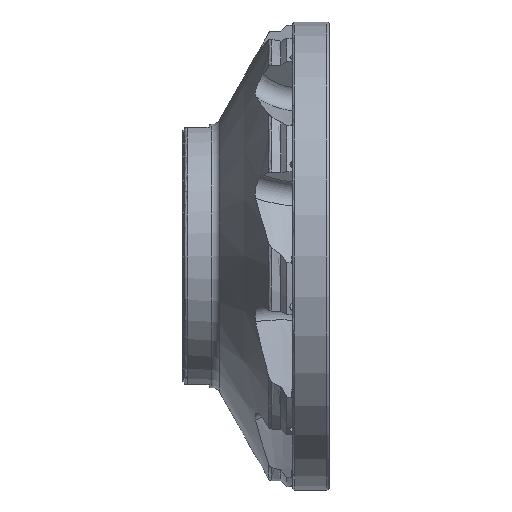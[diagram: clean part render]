
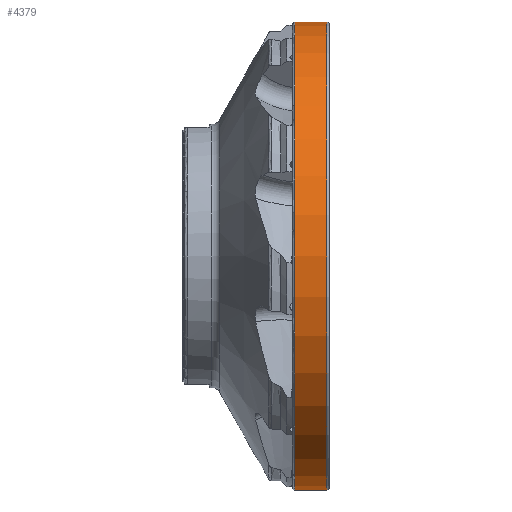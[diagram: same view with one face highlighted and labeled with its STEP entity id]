
A CAD part, front view. The second image highlights one B-rep face of the part: STEP entity #4379.
In plain terms, the highlighted cylindrical face has radius 79.999 mm (diameter 159.998 mm), a full revolution.
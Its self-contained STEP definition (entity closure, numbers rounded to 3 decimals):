
#313 = CIRCLE ( 'NONE', #6862, 79.999 ) ;
#820 = DIRECTION ( 'NONE',  ( 0., 1., 0. ) ) ;
#989 = DIRECTION ( 'NONE',  ( 0., 1., 0. ) ) ;
#1004 = EDGE_LOOP ( 'NONE', ( #2380 ) ) ;
#1360 = CYLINDRICAL_SURFACE ( 'NONE', #5109, 79.999 ) ;
#1677 = DIRECTION ( 'NONE',  ( 1., 0., 0. ) ) ;
#1821 = EDGE_CURVE ( 'NONE', #2002, #2002, #313, .T. ) ;
#1976 = CIRCLE ( 'NONE', #7985, 79.999 ) ;
#2002 = VERTEX_POINT ( 'NONE', #3549 ) ;
#2159 = CARTESIAN_POINT ( 'NONE',  ( 18.286, 0., 0. ) ) ;
#2380 = ORIENTED_EDGE ( 'NONE', *, *, #4938, .T. ) ;
#2571 = DIRECTION ( 'NONE',  ( 1., 0., 0. ) ) ;
#3174 = VERTEX_POINT ( 'NONE', #8423 ) ;
#3549 = CARTESIAN_POINT ( 'NONE',  ( -0.203, 79.999, 0. ) ) ;
#3791 = FACE_OUTER_BOUND ( 'NONE', #6952, .T. ) ;
#4379 = ADVANCED_FACE ( 'NONE', ( #5839, #3791 ), #1360, .T. ) ;
#4938 = EDGE_CURVE ( 'NONE', #3174, #3174, #1976, .T. ) ;
#5109 = AXIS2_PLACEMENT_3D ( 'NONE', #2159, #6984, #820 ) ;
#5113 = CARTESIAN_POINT ( 'NONE',  ( -0.203, 0., 0. ) ) ;
#5696 = ORIENTED_EDGE ( 'NONE', *, *, #1821, .F. ) ;
#5839 = FACE_OUTER_BOUND ( 'NONE', #1004, .T. ) ;
#6726 = CARTESIAN_POINT ( 'NONE',  ( -11.195, 0., 0. ) ) ;
#6862 = AXIS2_PLACEMENT_3D ( 'NONE', #5113, #1677, #989 ) ;
#6952 = EDGE_LOOP ( 'NONE', ( #5696 ) ) ;
#6984 = DIRECTION ( 'NONE',  ( 1., 0., 0. ) ) ;
#7408 = DIRECTION ( 'NONE',  ( 0., 1., 0. ) ) ;
#7985 = AXIS2_PLACEMENT_3D ( 'NONE', #6726, #2571, #7408 ) ;
#8423 = CARTESIAN_POINT ( 'NONE',  ( -11.195, 79.999, 0. ) ) ;
